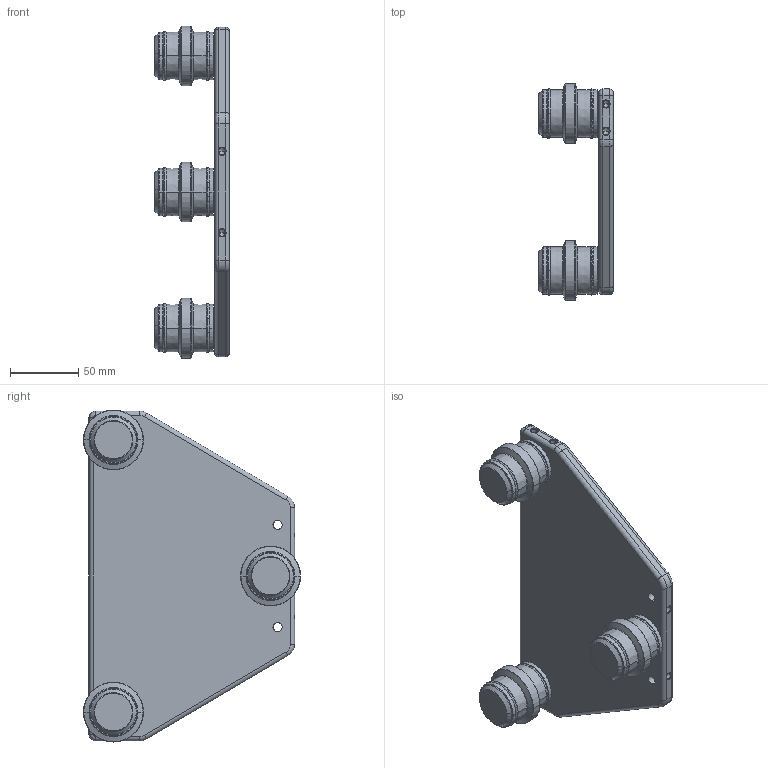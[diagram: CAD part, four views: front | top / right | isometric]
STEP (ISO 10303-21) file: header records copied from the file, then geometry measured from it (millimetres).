
FILE_DESCRIPTION (( 'STEP AP214' ), '1' );
FILE_NAME ('40x80 SD Roller Carriage Kit, Outside Mount(40MLM-0421-002-01).STEP', '2023-09-05T18:25:30', ( '' ), ( '' ), 'SwSTEP 2.0', 'SolidWorks 2020', '' );
FILE_SCHEMA (( 'AUTOMOTIVE_DESIGN' ));
Length unit declared in the file: millimetre
Products named in the file (1): 40x80 SD Roller Carriage Kit, Outside Mount(40MLM-0421-002-01)
Bounding box: 55.05 x 159.45 x 244 mm (x, y, z)
Volume: 394124.3 mm3; surface area: 138239.1 mm2
Topology: 37 solids, 37 shells, 1417 faces, 3257 edges, 1985 vertices
Faces by surface type: plane 441, cylinder 337, cone 268, bspline 210, torus 161
Entity records: 60400 total; most frequent: CARTESIAN_POINT 13038, ORIENTED_EDGE 6442, DIRECTION 6417, EDGE_CURVE 3221, AXIS2_PLACEMENT_3D 2432, VERTEX_POINT 1985, EDGE_LOOP 1582, LINE 1553
